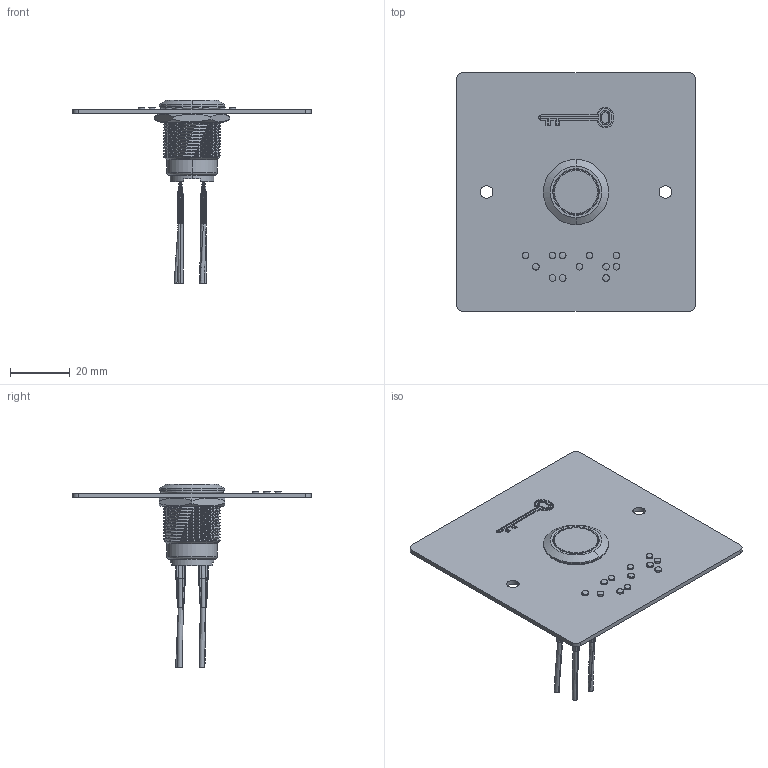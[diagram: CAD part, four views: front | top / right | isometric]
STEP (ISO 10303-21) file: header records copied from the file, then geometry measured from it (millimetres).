
FILE_DESCRIPTION (( 'STEP AP214' ), '1' );
FILE_NAME ('PB19NO+NC_VB_4FS_PBL.STEP', '2021-07-05T07:18:12', ( '' ), ( '' ), 'SwSTEP 2.0', 'SolidWorks 2020', '' );
FILE_SCHEMA (( 'AUTOMOTIVE_DESIGN' ));
Length unit declared in the file: millimetre
Products named in the file (7): PB19NO+NC_VB_4FS_PBL; BP-BOUTON POUSSOIR INOX_PB19NO+NC; BP-ECROU; MP0402-MORTICE FACE_MP0636-BRAILLE EXIT + CLE ; PB19_PB19NO+NC_4FS; BP-JOINT_COMPRESSE; FILS^PB19_4 FILS
Assembly tree (6 placements, depth 3):
  PB19NO+NC_VB_4FS_PBL
    MP0402-MORTICE FACE_MP0636-BRAILLE EXIT + CLE 
    PB19_PB19NO+NC_4FS
      BP-BOUTON POUSSOIR INOX_PB19NO+NC
      BP-ECROU
      BP-JOINT_COMPRESSE
      FILS^PB19_4 FILS
Bounding box: 80 x 80 x 61.7 mm (x, y, z)
Volume: 16921.1 mm3; surface area: 18534.3 mm2
Topology: 12 solids, 12 shells, 450 faces, 1153 edges, 766 vertices
Faces by surface type: bspline 228, plane 123, cylinder 79, torus 12, cone 8
Entity records: 41597 total; most frequent: CARTESIAN_POINT 29775, ORIENTED_EDGE 2302, DIRECTION 1347, EDGE_CURVE 1151, VERTEX_POINT 762, EDGE_LOOP 513, AXIS2_PLACEMENT_3D 454, ADVANCED_FACE 450
